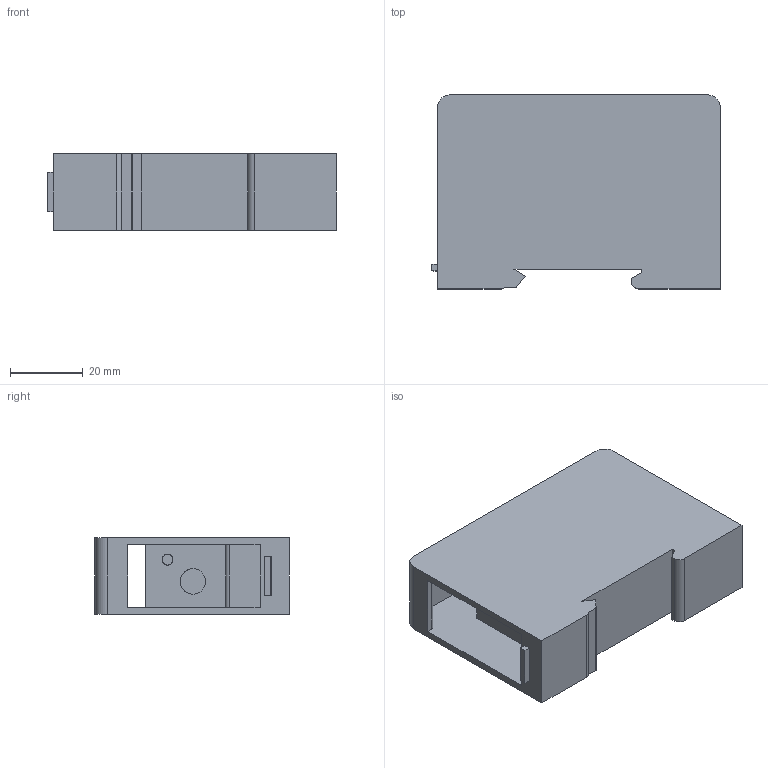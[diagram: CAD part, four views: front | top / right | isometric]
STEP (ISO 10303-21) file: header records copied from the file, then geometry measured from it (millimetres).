
FILE_DESCRIPTION((''),'2;1');
FILE_NAME('21','2024-01-23T',('dell'),(''),'PRO/ENGINEER BY PARAMETRIC TECHNOLOGY CORPORATION, 2013230','PRO/ENGINEER BY PARAMETRIC TECHNOLOGY CORPORATION, 2013230','');
FILE_SCHEMA(('AUTOMOTIVE_DESIGN { 1 0 10303 214 1 1 1 1 }'));
Length unit declared in the file: millimetre
Products named in the file (1): 21
Bounding box: 79.61 x 53.5 x 21 mm (x, y, z)
Volume: 50681.9 mm3; surface area: 21690 mm2
Topology: 1 solids, 1 shells, 71 faces, 198 edges, 131 vertices
Faces by surface type: plane 43, cylinder 28
Entity records: 2470 total; most frequent: CARTESIAN_POINT 539, ORIENTED_EDGE 396, DIRECTION 372, EDGE_CURVE 198, VECTOR 138, LINE 138, VERTEX_POINT 131, AXIS2_PLACEMENT_3D 117
